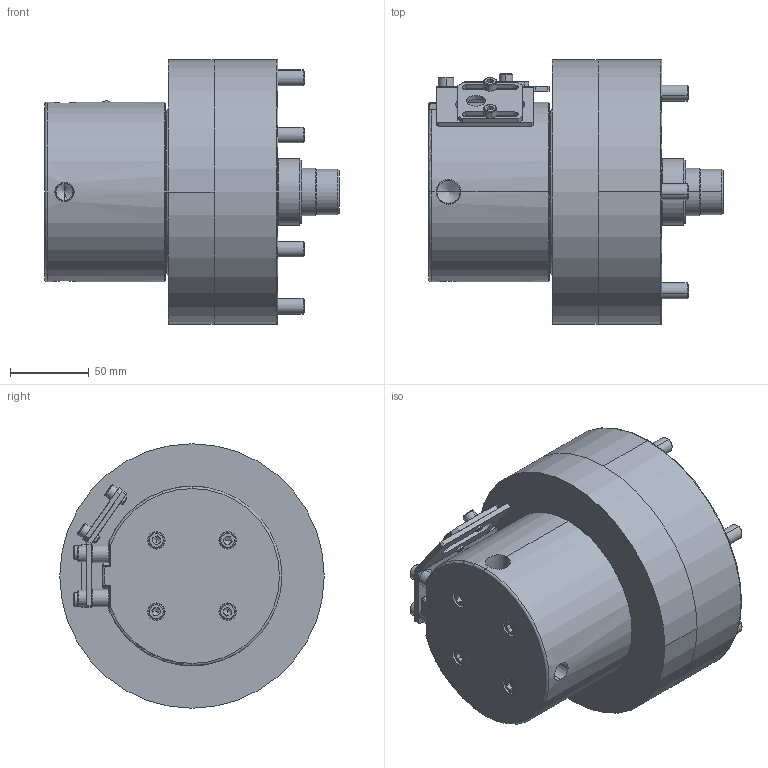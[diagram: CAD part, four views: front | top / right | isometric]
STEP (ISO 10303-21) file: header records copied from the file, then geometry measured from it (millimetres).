
FILE_DESCRIPTION (( 'STEP AP203' ), '1' );
FILE_NAME ('CF-RE-120.STEP', '2020-11-02T03:49:11', ( '' ), ( '' ), 'SwSTEP 2.0', 'SolidWorks 2016', '' );
FILE_SCHEMA (( 'CONFIG_CONTROL_DESIGN' ));
Length unit declared in the file: millimetre
Products named in the file (12): CF-RE-120; CF-RE-120-01010; CF-RE-120-01000; CF-RE-120-02000; CF-RE-120-03000; 圓頭內六角螺栓_M6x25; 圓頭內六角螺栓_M10x75; RE-110檢出定位板; CF-RE-06-03000; 圓頭內六角螺栓_M5x8; CF-RE-06-04000; 圓頭內六角螺栓_M6x30
Assembly tree (25 placements, depth 2):
  CF-RE-120
    CF-RE-120-01010
    CF-RE-120-01000
    CF-RE-120-02000
    CF-RE-120-03000
    圓頭內六角螺栓_M10x75  x6
    CF-RE-06-03000  x2
    CF-RE-06-04000
    圓頭內六角螺栓_M6x25  x2
    RE-110檢出定位板  x2
    圓頭內六角螺栓_M5x8  x4
    圓頭內六角螺栓_M6x30  x4
Bounding box: 187 x 168 x 168 mm (x, y, z)
Volume: 1801624.4 mm3; surface area: 308730.7 mm2
Topology: 25 solids, 25 shells, 666 faces, 1529 edges, 920 vertices
Faces by surface type: plane 330, cylinder 178, cone 140, torus 12, bspline 6
Entity records: 12560 total; most frequent: CARTESIAN_POINT 3020, DIRECTION 1771, ORIENTED_EDGE 1526, EDGE_CURVE 763, AXIS2_PLACEMENT_3D 689, VERTEX_POINT 476, EDGE_LOOP 409, VECTOR 393
